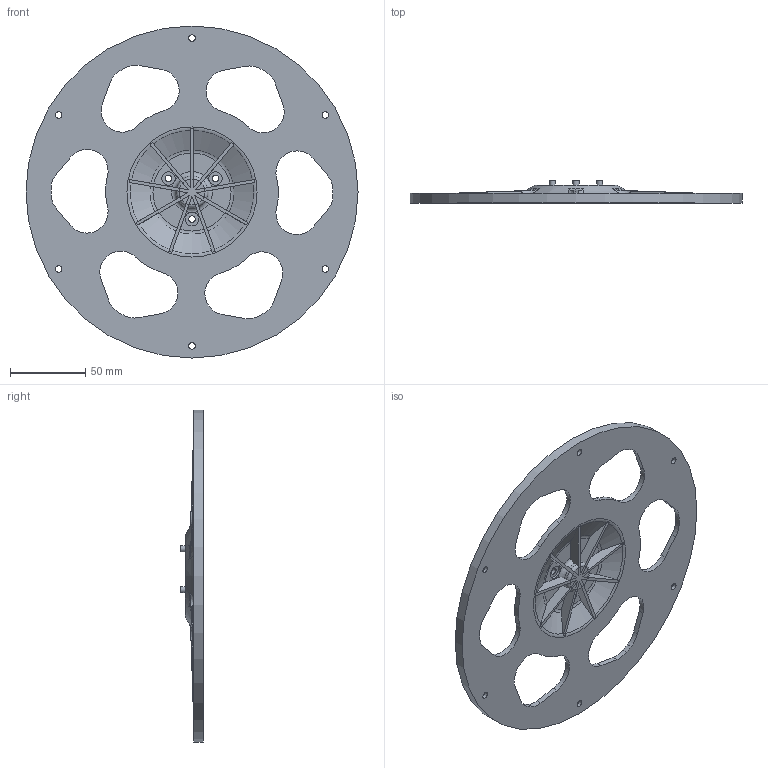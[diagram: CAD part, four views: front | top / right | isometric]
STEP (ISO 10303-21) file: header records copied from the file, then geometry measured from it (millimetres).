
FILE_DESCRIPTION(/* description */ (''),/* implementation_level */ '2;1');
FILE_NAME(/* name */ 'navimow_cut_disc_220mm.step',/* time_stamp */ '2023-08-19T19:31:14+02:00',/* author */ (''),/* organization */ (''),/* preprocessor_version */ 'ST-DEVELOPER v19.2',/* originating_system */ 'Autodesk Translation Framework v12.6.0.85',/* authorisation */ '');
FILE_SCHEMA (('AUTOMOTIVE_DESIGN { 1 0 10303 214 3 1 1 }'));
Length unit declared in the file: millimetre
Products named in the file (2): navimow_cut_disc_large_dia; navimow_cut_disc v5
Assembly tree (1 placements, depth 2):
  navimow_cut_disc_large_dia
    navimow_cut_disc v5
Bounding box: 220 x 15 x 220 mm (x, y, z)
Volume: 130449.8 mm3; surface area: 74239.9 mm2
Topology: 2 solids, 2 shells, 319 faces, 843 edges, 544 vertices
Faces by surface type: plane 137, cylinder 99, bspline 48, torus 18, cone 17
Full cylindrical faces by diameter (mm): 4 x3, 4.3 x9, 9 x3, 16.5 x1, 21 x1, 220 x1
Entity records: 11511 total; most frequent: CARTESIAN_POINT 3703, ORIENTED_EDGE 1686, DIRECTION 1527, EDGE_CURVE 843, AXIS2_PLACEMENT_3D 566, VERTEX_POINT 544, LINE 395, VECTOR 395
